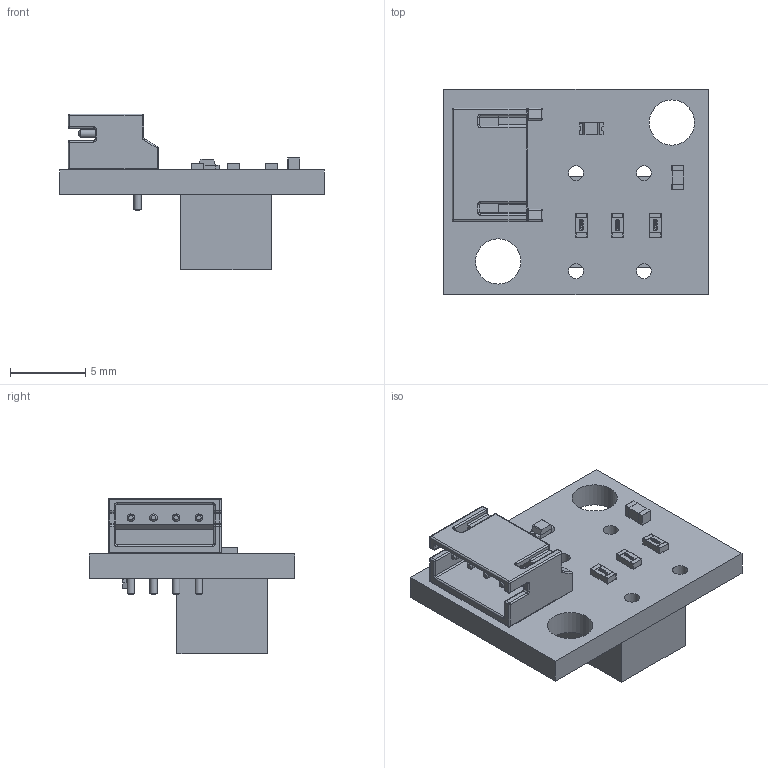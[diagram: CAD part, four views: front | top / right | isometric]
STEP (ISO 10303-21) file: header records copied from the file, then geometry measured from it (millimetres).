
FILE_DESCRIPTION(('Open CASCADE Model'),'2;1');
FILE_NAME('Open CASCADE Shape Model','2020-11-23T14:06:09',('Author'),( 'Open CASCADE'),'Open CASCADE STEP processor 6.8','Open CASCADE 6.8' ,'Unknown');
FILE_SCHEMA(('AUTOMOTIVE_DESIGN { 1 0 10303 214 1 1 1 1 }'));
Length unit declared in the file: millimetre
Products named in the file (21): PCB; Board; Open CASCADE STEP translator 6.8 3.1.1; J1; Conn_JST_S4B-ZR_LF_SN_eec; 1; 2; 3; 4; D1; LED0603-Orange(3); SW1; 7872143392; Extruded; Open CASCADE STEP translator 6.8 3.5; R0603; R2; R1; D2; C1; C0603
Assembly tree (23 placements, depth 4):
  PCB
    Board
      Open CASCADE STEP translator 6.8 3.1.1
    J1
      Conn_JST_S4B-ZR_LF_SN_eec
        1
        2
        3
        4
    D1
      LED0603-Orange(3)
    SW1
      7872143392
        Extruded
    Open CASCADE STEP translator 6.8 3.5
      R0603
    R2
      R0603
    R1
      R0603
    D2
      LED0603-Orange(3)
    C1
      C0603
Bounding box: 17.5 x 13.6 x 10.32 mm (x, y, z)
Volume: 623.9 mm3; surface area: 1117.2 mm2
Topology: 45 solids, 45 shells, 1044 faces, 2553 edges, 1618 vertices
Faces by surface type: plane 538, cylinder 240, bspline 202, sphere 34, torus 22, cone 8
Full cylindrical faces by diameter (mm): 0.5 x8, 0.7 x4, 0.99 x4, 3 x2
Entity records: 23100 total; most frequent: CARTESIAN_POINT 7410, ORIENTED_EDGE 2972, DIRECTION 2833, EDGE_CURVE 1486, AXIS2_PLACEMENT_3D 964, VERTEX_POINT 924, LINE 905, VECTOR 905
